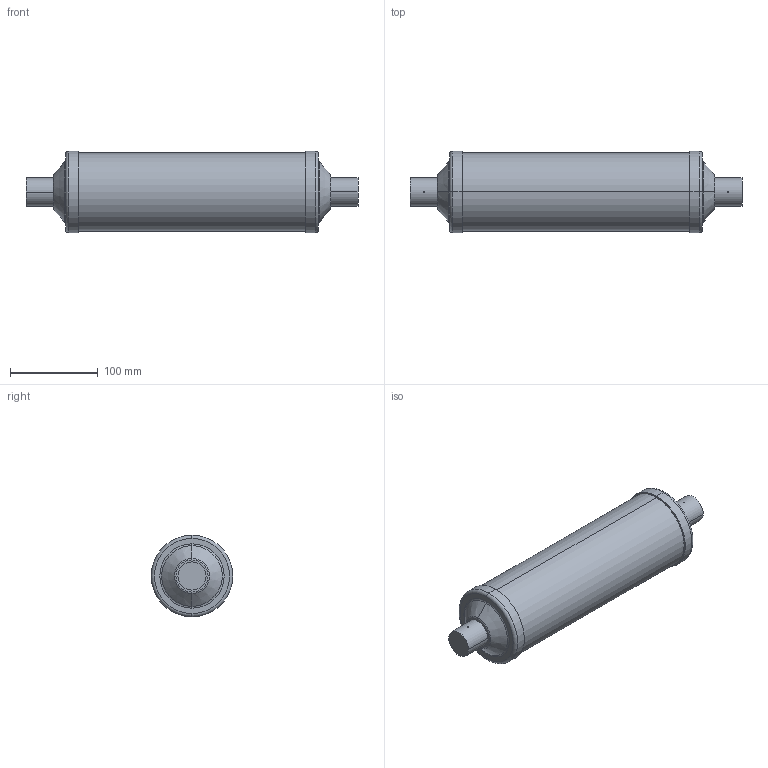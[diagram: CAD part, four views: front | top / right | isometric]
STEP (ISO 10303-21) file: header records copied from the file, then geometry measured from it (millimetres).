
FILE_DESCRIPTION (( 'STEP AP203' ), '1' );
FILE_NAME ('023B7040R - DFL 759s.STEP', '2023-05-27T05:27:22', ( '' ), ( '' ), 'SwSTEP 2.0', 'SolidWorks 2020', '' );
FILE_SCHEMA (( 'CONFIG_CONTROL_DESIGN' ));
Length unit declared in the file: millimetre
Products named in the file (1): 023B7040R - DFL 759s
Bounding box: 378 x 92.9 x 92.9 mm (x, y, z)
Volume: 1919740.6 mm3; surface area: 102504.6 mm2
Topology: 1 solids, 1 shells, 40 faces, 78 edges, 48 vertices
Faces by surface type: cylinder 12, torus 12, plane 8, sphere 4, cone 4
Entity records: 1175 total; most frequent: CARTESIAN_POINT 239, DIRECTION 208, ORIENTED_EDGE 156, AXIS2_PLACEMENT_3D 97, EDGE_CURVE 78, CIRCLE 56, EDGE_LOOP 48, VERTEX_POINT 48
